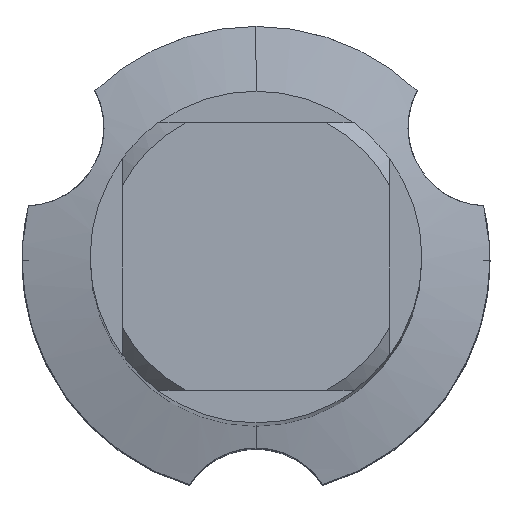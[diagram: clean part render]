
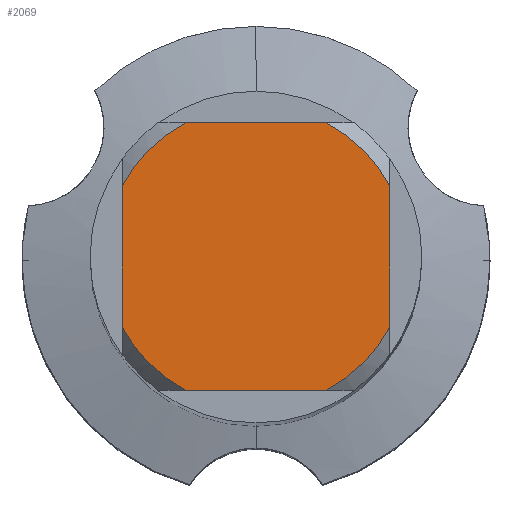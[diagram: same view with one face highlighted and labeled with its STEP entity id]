
A CAD part, top view. The second image highlights one B-rep face of the part: STEP entity #2069.
In plain terms, the highlighted planar face has unit normal (0, 0, 1).
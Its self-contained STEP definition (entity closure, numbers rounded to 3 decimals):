
#1697=VERTEX_POINT('',#4903);
#1795=VERTEX_POINT('',#5010);
#1823=VERTEX_POINT('',#5042);
#1949=EDGE_CURVE('',#3317,#3821,#5178,.T.);
#2005=EDGE_CURVE('',#3317,#1795,#5240,.T.);
#2069=ADVANCED_FACE('',(#5311),#5312,.T.);
#2239=VERTEX_POINT('',#5494);
#2507=EDGE_CURVE('',#3989,#2691,#5787,.T.);
#2691=VERTEX_POINT('',#5980);
#3003=EDGE_CURVE('',#2239,#1697,#6327,.T.);
#3019=EDGE_CURVE('',#1823,#1697,#6346,.T.);
#3317=VERTEX_POINT('',#6669);
#3821=VERTEX_POINT('',#7210);
#3989=VERTEX_POINT('',#7397);
#4389=EDGE_CURVE('',#2239,#1795,#7835,.T.);
#4395=EDGE_CURVE('',#1823,#2691,#7842,.T.);
#4639=EDGE_CURVE('',#3989,#3821,#8105,.T.);
#4903=CARTESIAN_POINT('',(-7.25,-3.831,0.0));
#5010=CARTESIAN_POINT('',(-3.831,7.25,0.0));
#5042=CARTESIAN_POINT('',(-3.831,-7.25,0.0));
#5178=CIRCLE('',#8956,8.2);
#5240=LINE('',#9074,#9075);
#5311=FACE_OUTER_BOUND('',#9229,.T.);
#5312=PLANE('',#9230);
#5494=CARTESIAN_POINT('',(-7.25,3.831,0.0));
#5787=CIRCLE('',#10226,8.2);
#5980=CARTESIAN_POINT('',(3.831,-7.25,0.0));
#6327=LINE('',#11283,#11284);
#6346=CIRCLE('',#11311,8.2);
#6669=CARTESIAN_POINT('',(3.831,7.25,0.0));
#7210=CARTESIAN_POINT('',(7.25,3.831,0.0));
#7397=CARTESIAN_POINT('',(7.25,-3.831,0.0));
#7835=CIRCLE('',#14411,8.2);
#7842=LINE('',#14419,#14420);
#8105=LINE('',#15006,#15007);
#8956=AXIS2_PLACEMENT_3D('',#15769,#15770,#15771);
#9074=CARTESIAN_POINT('',(0.0,7.25,0.0));
#9075=VECTOR('',#15840,1.0);
#9229=EDGE_LOOP('',(#15915,#15916,#15917,#15918,#15919,#15920,#15921,#15922));
#9230=AXIS2_PLACEMENT_3D('',#15923,#15924,#15925);
#10226=AXIS2_PLACEMENT_3D('',#16601,#16602,#16603);
#11283=CARTESIAN_POINT('',(-7.25,2.05,0.0));
#11284=VECTOR('',#17188,1.0);
#11311=AXIS2_PLACEMENT_3D('',#17216,#17217,#17218);
#14411=AXIS2_PLACEMENT_3D('',#18817,#18818,#18819);
#14419=CARTESIAN_POINT('',(0.0,-7.25,0.0));
#14420=VECTOR('',#18828,1.0);
#15006=CARTESIAN_POINT('',(7.25,2.05,0.0));
#15007=VECTOR('',#19087,1.0);
#15769=CARTESIAN_POINT('',(0.0,0.0,0.0));
#15770=DIRECTION('',(0.0,0.0,-1.0));
#15771=DIRECTION('',(0.0,1.0,0.0));
#15840=DIRECTION('',(-1.0,0.0,0.0));
#15915=ORIENTED_EDGE('',*,*,#3003,.T.);
#15916=ORIENTED_EDGE('',*,*,#3019,.F.);
#15917=ORIENTED_EDGE('',*,*,#4395,.T.);
#15918=ORIENTED_EDGE('',*,*,#2507,.F.);
#15919=ORIENTED_EDGE('',*,*,#4639,.T.);
#15920=ORIENTED_EDGE('',*,*,#1949,.F.);
#15921=ORIENTED_EDGE('',*,*,#2005,.T.);
#15922=ORIENTED_EDGE('',*,*,#4389,.F.);
#15923=CARTESIAN_POINT('',(0.0,4.1,0.0));
#15924=DIRECTION('',(-0.0,0.0,1.0));
#15925=DIRECTION('',(0.0,-1.0,0.0));
#16601=CARTESIAN_POINT('',(0.0,0.0,0.0));
#16602=DIRECTION('',(0.0,0.0,-1.0));
#16603=DIRECTION('',(0.0,1.0,0.0));
#17188=DIRECTION('',(-0.0,-1.0,0.0));
#17216=CARTESIAN_POINT('',(0.0,0.0,0.0));
#17217=DIRECTION('',(0.0,0.0,-1.0));
#17218=DIRECTION('',(0.0,1.0,0.0));
#18817=CARTESIAN_POINT('',(0.0,0.0,0.0));
#18818=DIRECTION('',(0.0,0.0,-1.0));
#18819=DIRECTION('',(0.0,1.0,0.0));
#18828=DIRECTION('',(1.0,0.0,0.0));
#19087=DIRECTION('',(-0.0,1.0,0.0));
